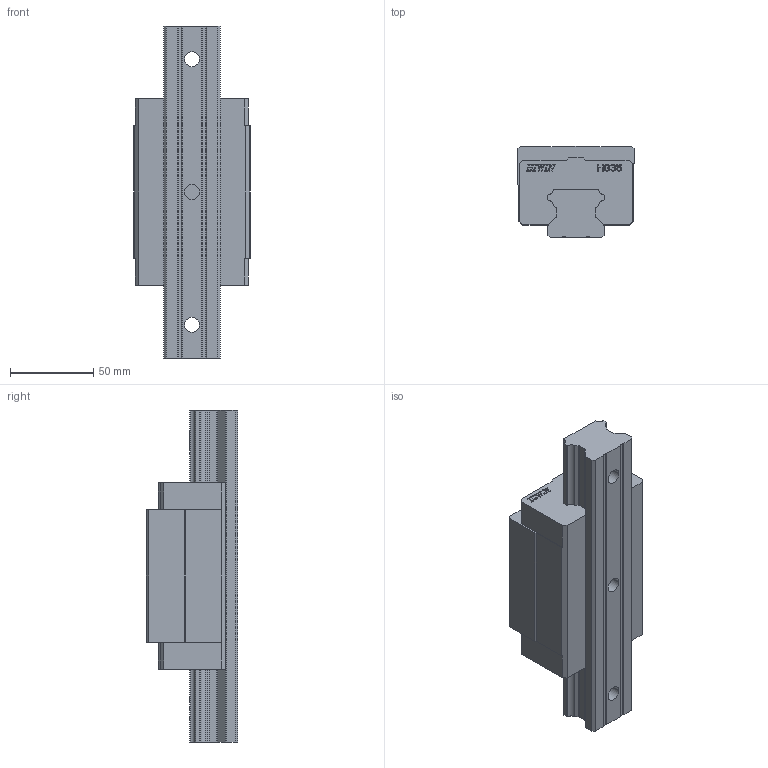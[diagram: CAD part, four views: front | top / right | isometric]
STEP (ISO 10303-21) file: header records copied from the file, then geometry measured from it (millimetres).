
FILE_DESCRIPTION((''),'2;1');
FILE_NAME('HGH35_ASM','2006-08-23T',('lansro'),(''),'PRO/ENGINEER BY PARAMETRIC TECHNOLOGY CORPORATION, 2004360','PRO/ENGINEER BY PARAMETRIC TECHNOLOGY CORPORATION, 2004360','');
FILE_SCHEMA(('CONFIG_CONTROL_DESIGN'));
Length unit declared in the file: millimetre
Products named in the file (3): HGH35; HGR35; HGH35_ASM
Assembly tree (2 placements, depth 2):
  HGH35_ASM
    HGH35
    HGR35
Bounding box: 70 x 55 x 200 mm (x, y, z)
Volume: 439743.2 mm3; surface area: 67776.5 mm2
Topology: 2 solids, 2 shells, 428 faces, 1224 edges, 816 vertices
Faces by surface type: plane 330, extrusion 60, cylinder 38
Entity records: 14158 total; most frequent: CARTESIAN_POINT 3022, ORIENTED_EDGE 2448, DIRECTION 1986, EDGE_CURVE 1224, VECTOR 1088, LINE 1028, VERTEX_POINT 816, EDGE_LOOP 450
